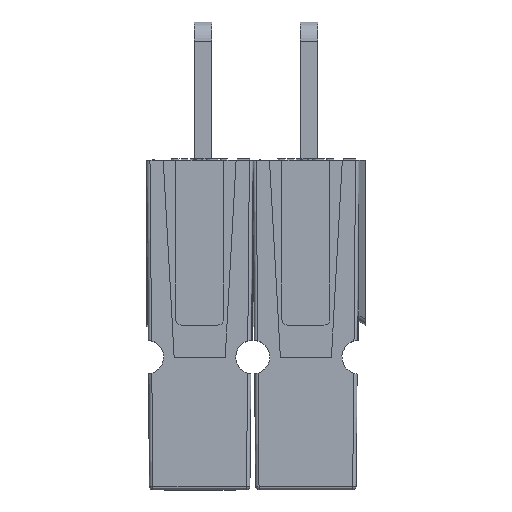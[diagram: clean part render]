
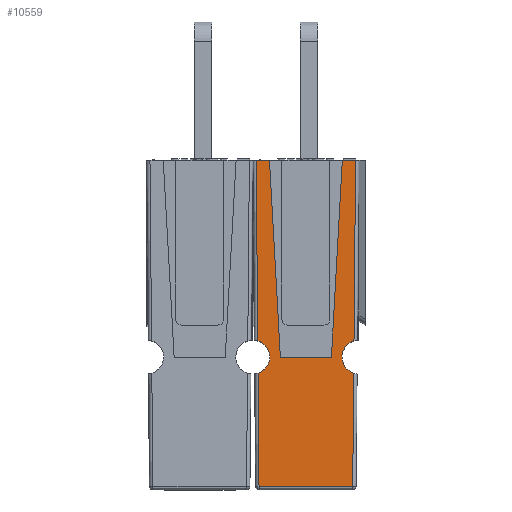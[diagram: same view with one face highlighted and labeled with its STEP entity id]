
A CAD part, top view. The second image highlights one B-rep face of the part: STEP entity #10559.
In plain terms, the highlighted planar face has unit normal (0, -0.009, 1).
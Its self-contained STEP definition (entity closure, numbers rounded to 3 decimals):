
#490=PLANE('',#11198);
#863=ELLIPSE('',#11042,1.27,1.27);
#864=ELLIPSE('',#11044,1.27,1.27);
#1305=FACE_OUTER_BOUND('',#1915,.T.);
#1915=EDGE_LOOP('',(#9251,#9252,#9253,#9254,#9255,#9256,#9257,#9258,#9259,
#9260,#9261,#9262));
#2840=LINE('',#21414,#4030);
#2845=LINE('',#21423,#4035);
#2846=LINE('',#21425,#4036);
#2847=LINE('',#21427,#4037);
#2848=LINE('',#21429,#4038);
#2850=LINE('',#21433,#4040);
#2992=LINE('',#22404,#4182);
#3002=LINE('',#22424,#4192);
#3003=LINE('',#22425,#4193);
#3004=LINE('',#22426,#4194);
#4030=VECTOR('',#12875,1000.);
#4035=VECTOR('',#12882,1000.);
#4036=VECTOR('',#12885,1000.);
#4037=VECTOR('',#12888,1000.);
#4038=VECTOR('',#12891,1000.);
#4040=VECTOR('',#12895,1000.);
#4182=VECTOR('',#13117,1000.);
#4192=VECTOR('',#13137,1000.);
#4193=VECTOR('',#13138,1000.);
#4194=VECTOR('',#13139,1000.);
#5021=VERTEX_POINT('',#19293);
#5022=VERTEX_POINT('',#19304);
#5025=VERTEX_POINT('',#19330);
#5026=VERTEX_POINT('',#19331);
#5138=VERTEX_POINT('',#20087);
#5139=VERTEX_POINT('',#20093);
#5183=VERTEX_POINT('',#21412);
#5184=VERTEX_POINT('',#21413);
#5187=VERTEX_POINT('',#21421);
#5188=VERTEX_POINT('',#21431);
#5353=VERTEX_POINT('',#22402);
#5358=VERTEX_POINT('',#22423);
#6277=EDGE_CURVE('',#5021,#5022,#863,.T.);
#6281=EDGE_CURVE('',#5025,#5026,#864,.F.);
#6518=EDGE_CURVE('',#5183,#5184,#2840,.T.);
#6523=EDGE_CURVE('',#5187,#5183,#2845,.T.);
#6524=EDGE_CURVE('',#5138,#5022,#2846,.T.);
#6525=EDGE_CURVE('',#5139,#5138,#2847,.T.);
#6526=EDGE_CURVE('',#5025,#5139,#2848,.T.);
#6528=EDGE_CURVE('',#5184,#5188,#2850,.T.);
#6711=EDGE_CURVE('',#5021,#5353,#2992,.T.);
#6721=EDGE_CURVE('',#5358,#5188,#3002,.T.);
#6722=EDGE_CURVE('',#5358,#5026,#3003,.T.);
#6723=EDGE_CURVE('',#5187,#5353,#3004,.T.);
#9251=ORIENTED_EDGE('',*,*,#6528,.T.);
#9252=ORIENTED_EDGE('',*,*,#6721,.F.);
#9253=ORIENTED_EDGE('',*,*,#6722,.T.);
#9254=ORIENTED_EDGE('',*,*,#6281,.F.);
#9255=ORIENTED_EDGE('',*,*,#6526,.T.);
#9256=ORIENTED_EDGE('',*,*,#6525,.T.);
#9257=ORIENTED_EDGE('',*,*,#6524,.T.);
#9258=ORIENTED_EDGE('',*,*,#6277,.F.);
#9259=ORIENTED_EDGE('',*,*,#6711,.T.);
#9260=ORIENTED_EDGE('',*,*,#6723,.F.);
#9261=ORIENTED_EDGE('',*,*,#6523,.T.);
#9262=ORIENTED_EDGE('',*,*,#6518,.T.);
#10559=ADVANCED_FACE('',(#1305),#490,.T.);
#11042=AXIS2_PLACEMENT_3D('',#19305,#12497,#12498);
#11044=AXIS2_PLACEMENT_3D('',#19332,#12502,#12503);
#11198=AXIS2_PLACEMENT_3D('',#22422,#13135,#13136);
#12497=DIRECTION('center_axis',(0.,-0.009,
1.));
#12498=DIRECTION('ref_axis',(0.,1.,0.009));
#12502=DIRECTION('center_axis',(0.,0.009,
-1.));
#12503=DIRECTION('ref_axis',(0.,1.,0.009));
#12875=DIRECTION('',(-1.,0.,0.));
#12882=DIRECTION('',(-0.055,-0.998,-0.009));
#12885=DIRECTION('',(0.009,1.,0.009));
#12888=DIRECTION('',(1.,0.,0.));
#12891=DIRECTION('',(0.009,-1.,-0.009));
#12895=DIRECTION('',(-0.055,0.998,0.009));
#13117=DIRECTION('',(0.009,1.,0.009));
#13135=DIRECTION('center_axis',(0.,-0.009,
1.));
#13136=DIRECTION('ref_axis',(1.,0.,0.));
#13137=DIRECTION('',(1.,0.,0.));
#13138=DIRECTION('',(0.009,-1.,-0.009));
#13139=DIRECTION('',(1.,0.,0.));
#19293=CARTESIAN_POINT('',(3.591,-1.452,-8.17));
#19304=CARTESIAN_POINT('',(3.57,-3.874,-8.191));
#19305=CARTESIAN_POINT('Origin',(3.962,-2.666,-8.181));
#19330=CARTESIAN_POINT('',(-3.57,-3.874,-8.191));
#19331=CARTESIAN_POINT('',(-3.591,-1.452,-8.17));
#19332=CARTESIAN_POINT('Origin',(-3.962,-2.666,-8.181));
#20087=CARTESIAN_POINT('',(3.496,-12.32,-8.265));
#20093=CARTESIAN_POINT('',(-3.496,-12.32,-8.265));
#21412=CARTESIAN_POINT('',(1.905,-2.666,-8.181));
#21413=CARTESIAN_POINT('',(-1.905,-2.666,-8.181));
#21414=CARTESIAN_POINT('',(3.962,-2.666,-8.181));
#21421=CARTESIAN_POINT('',(2.718,12.015,-8.053));
#21423=CARTESIAN_POINT('',(2.722,12.084,-8.052));
#21425=CARTESIAN_POINT('',(3.708,12.017,-8.053));
#21427=CARTESIAN_POINT('',(3.748,-12.32,-8.265));
#21429=CARTESIAN_POINT('',(-3.708,11.948,-8.053));
#21431=CARTESIAN_POINT('',(-2.718,12.015,-8.053));
#21433=CARTESIAN_POINT('',(-2.697,11.646,-8.056));
#22402=CARTESIAN_POINT('',(3.708,12.015,-8.053));
#22404=CARTESIAN_POINT('',(3.708,12.017,-8.053));
#22422=CARTESIAN_POINT('Origin',(3.962,12.015,-8.053));
#22423=CARTESIAN_POINT('',(-3.708,12.015,-8.053));
#22424=CARTESIAN_POINT('',(3.962,12.015,-8.053));
#22425=CARTESIAN_POINT('',(-3.708,11.948,-8.053));
#22426=CARTESIAN_POINT('',(3.962,12.015,-8.053));
